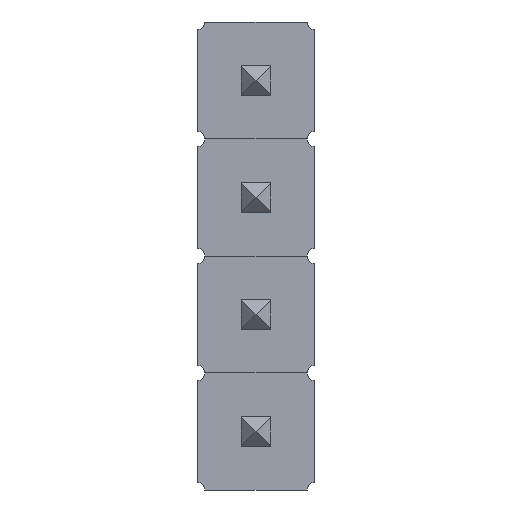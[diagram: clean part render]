
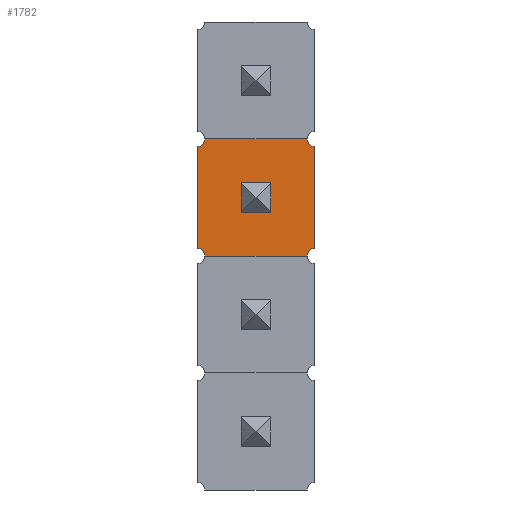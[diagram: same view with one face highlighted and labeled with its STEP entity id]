
A CAD part, front view. The second image highlights one B-rep face of the part: STEP entity #1782.
In plain terms, the highlighted planar face has unit normal (0, -1, 0).
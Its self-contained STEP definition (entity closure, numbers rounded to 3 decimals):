
#210=PLANE('',#1943);
#318=FACE_OUTER_BOUND('',#430,.T.);
#430=EDGE_LOOP('',(#1609,#1610,#1611,#1612,#1613,#1614,#1615,#1616));
#603=LINE('',#2828,#795);
#607=LINE('',#2840,#799);
#611=LINE('',#2852,#803);
#615=LINE('',#2863,#807);
#795=VECTOR('',#2350,2.18);
#799=VECTOR('',#2362,2.18);
#803=VECTOR('',#2374,2.18);
#807=VECTOR('',#2386,2.18);
#841=CIRCLE('',#1927,0.16);
#843=CIRCLE('',#1931,0.16);
#845=CIRCLE('',#1935,0.16);
#847=CIRCLE('',#1939,0.16);
#961=VERTEX_POINT('',#2818);
#962=VERTEX_POINT('',#2819);
#965=VERTEX_POINT('',#2827);
#967=VERTEX_POINT('',#2833);
#969=VERTEX_POINT('',#2839);
#971=VERTEX_POINT('',#2845);
#973=VERTEX_POINT('',#2851);
#975=VERTEX_POINT('',#2857);
#1169=EDGE_CURVE('',#961,#962,#841,.T.);
#1173=EDGE_CURVE('',#962,#965,#603,.T.);
#1176=EDGE_CURVE('',#965,#967,#843,.T.);
#1179=EDGE_CURVE('',#967,#969,#607,.T.);
#1182=EDGE_CURVE('',#969,#971,#845,.T.);
#1185=EDGE_CURVE('',#971,#973,#611,.T.);
#1188=EDGE_CURVE('',#973,#975,#847,.T.);
#1191=EDGE_CURVE('',#975,#961,#615,.T.);
#1609=ORIENTED_EDGE('',*,*,#1169,.F.);
#1610=ORIENTED_EDGE('',*,*,#1191,.F.);
#1611=ORIENTED_EDGE('',*,*,#1188,.F.);
#1612=ORIENTED_EDGE('',*,*,#1185,.F.);
#1613=ORIENTED_EDGE('',*,*,#1182,.F.);
#1614=ORIENTED_EDGE('',*,*,#1179,.F.);
#1615=ORIENTED_EDGE('',*,*,#1176,.F.);
#1616=ORIENTED_EDGE('',*,*,#1173,.F.);
#1782=ADVANCED_FACE('',(#318),#210,.F.);
#1927=AXIS2_PLACEMENT_3D('',#2820,#2342,#2343);
#1931=AXIS2_PLACEMENT_3D('',#2834,#2355,#2356);
#1935=AXIS2_PLACEMENT_3D('',#2846,#2367,#2368);
#1939=AXIS2_PLACEMENT_3D('',#2858,#2379,#2380);
#1943=AXIS2_PLACEMENT_3D('',#2866,#2390,#2391);
#2342=DIRECTION('center_axis',(0.,-1.,0.));
#2343=DIRECTION('ref_axis',(0.,0.,1.));
#2350=DIRECTION('',(-1.,0.,0.));
#2355=DIRECTION('center_axis',(0.,-1.,0.));
#2356=DIRECTION('ref_axis',(0.,0.,1.));
#2362=DIRECTION('',(0.,0.,1.));
#2367=DIRECTION('center_axis',(0.,-1.,0.));
#2368=DIRECTION('ref_axis',(0.,0.,1.));
#2374=DIRECTION('',(1.,0.,0.));
#2379=DIRECTION('center_axis',(0.,-1.,0.));
#2380=DIRECTION('ref_axis',(0.,0.,1.));
#2386=DIRECTION('',(0.,0.,-1.));
#2390=DIRECTION('center_axis',(0.,1.,0.));
#2391=DIRECTION('ref_axis',(0.,0.,1.));
#2818=CARTESIAN_POINT('',(1.25,-1.19,3.91));
#2819=CARTESIAN_POINT('',(1.09,-1.19,3.75));
#2820=CARTESIAN_POINT('Origin',(1.25,-1.19,3.75));
#2827=CARTESIAN_POINT('',(-1.09,-1.19,3.75));
#2828=CARTESIAN_POINT('',(1.09,-1.19,3.75));
#2833=CARTESIAN_POINT('',(-1.25,-1.19,3.91));
#2834=CARTESIAN_POINT('Origin',(-1.25,-1.19,3.75));
#2839=CARTESIAN_POINT('',(-1.25,-1.19,6.09));
#2840=CARTESIAN_POINT('',(-1.25,-1.19,3.91));
#2845=CARTESIAN_POINT('',(-1.09,-1.19,6.25));
#2846=CARTESIAN_POINT('Origin',(-1.25,-1.19,6.25));
#2851=CARTESIAN_POINT('',(1.09,-1.19,6.25));
#2852=CARTESIAN_POINT('',(-1.09,-1.19,6.25));
#2857=CARTESIAN_POINT('',(1.25,-1.19,6.09));
#2858=CARTESIAN_POINT('Origin',(1.25,-1.19,6.25));
#2863=CARTESIAN_POINT('',(1.25,-1.19,6.09));
#2866=CARTESIAN_POINT('Origin',(1.25,-1.19,3.75));
